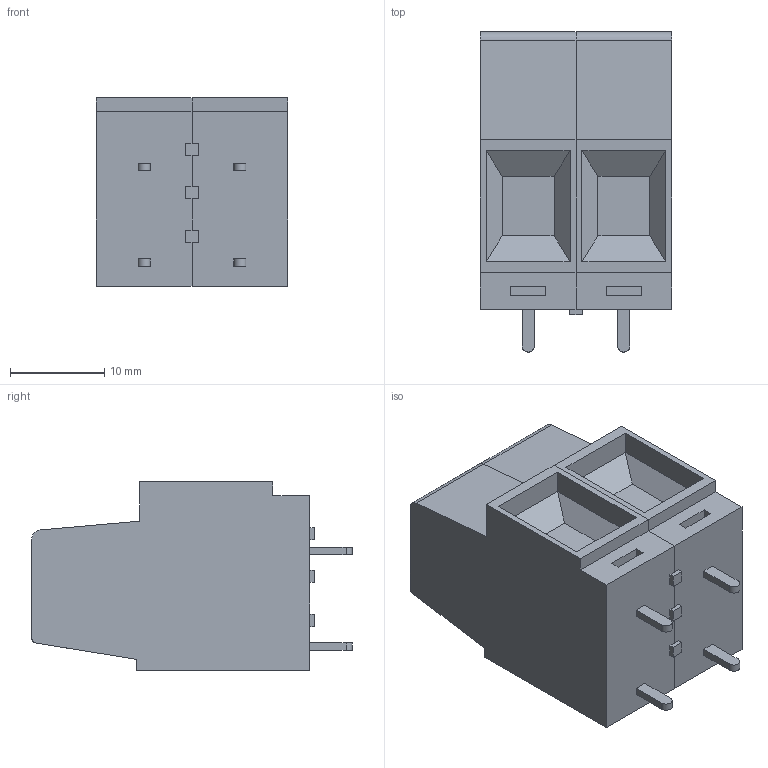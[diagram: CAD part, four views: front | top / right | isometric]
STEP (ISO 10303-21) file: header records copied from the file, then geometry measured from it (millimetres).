
FILE_DESCRIPTION (( 'STEP AP214' ), '1' );
FILE_NAME ('EM292902-UL.STEP', '2019-07-29T19:29:31', ( '' ), ( '' ), 'SwSTEP 2.0', 'SolidWorks 2017', '' );
FILE_SCHEMA (( 'AUTOMOTIVE_DESIGN' ));
Length unit declared in the file: millimetre
Products named in the file (1): EM292902-UL
Bounding box: 20.34 x 34 x 20 mm (x, y, z)
Volume: 9142.7 mm3; surface area: 4667.6 mm2
Topology: 5 solids, 5 shells, 116 faces, 280 edges, 184 vertices
Faces by surface type: plane 100, cylinder 16
Entity records: 4000 total; most frequent: CARTESIAN_POINT 641, ORIENTED_EDGE 560, DIRECTION 522, EDGE_CURVE 280, LINE 232, VECTOR 232, VERTEX_POINT 184, AXIS2_PLACEMENT_3D 145
